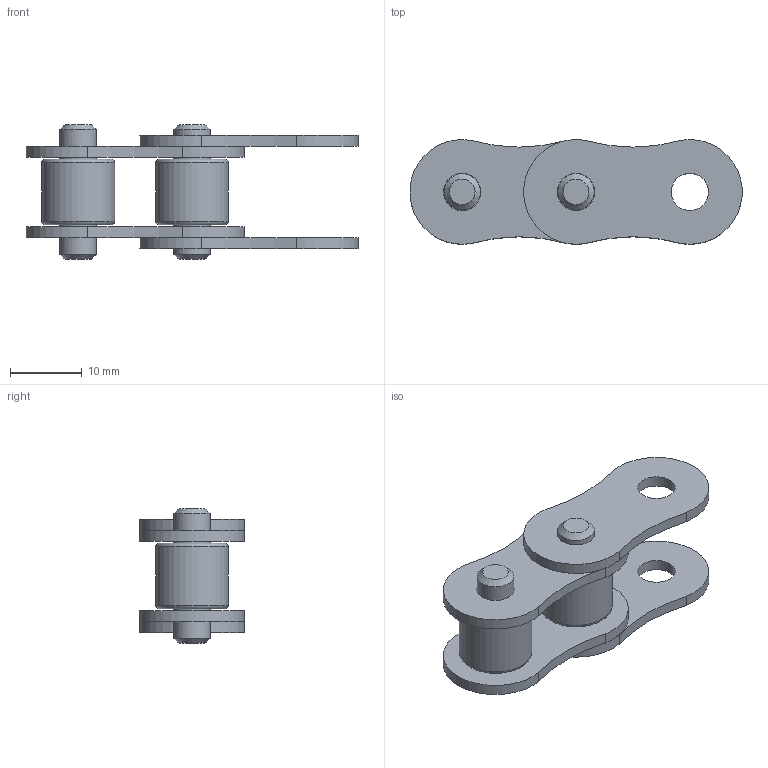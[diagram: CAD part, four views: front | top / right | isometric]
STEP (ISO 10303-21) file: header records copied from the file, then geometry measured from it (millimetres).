
FILE_DESCRIPTION(('FreeCAD Model'),'2;1');
FILE_NAME('10B-1.step', '2015-07-27T20:07:13',('FreeCAD'),('FreeCAD'), 'Open CASCADE STEP processor 6.7','FreeCAD','Unknown');
FILE_SCHEMA(('AUTOMOTIVE_DESIGN_CC2 { 1 2 10303 214 -1 1 5 4 }'));
Length unit declared in the file: millimetre
Products named in the file (8): Outer_(Mirror_#1); Outer; Inner_(Mirror_#1); Inner; Pin_(Mirror_#3); Pin; Roller_(Mirror_#4); Roller
Bounding box: 46.3 x 14.6 x 18.8 mm (x, y, z)
Volume: 3940.2 mm3; surface area: 5122.3 mm2
Topology: 8 solids, 8 shells, 54 faces, 106 edges, 68 vertices
Faces by surface type: cylinder 30, plane 16, cone 4, torus 4
Full cylindrical faces by diameter (mm): 5.08 x4, 5.2 x8, 10.16 x2
Entity records: 3065 total; most frequent: CARTESIAN_POINT 629, DIRECTION 462, ORIENTED_EDGE 212, PCURVE 212, DEFINITIONAL_REPRESENTATION 212, LINE 178, VECTOR 178, AXIS2_PLACEMENT_3D 127
